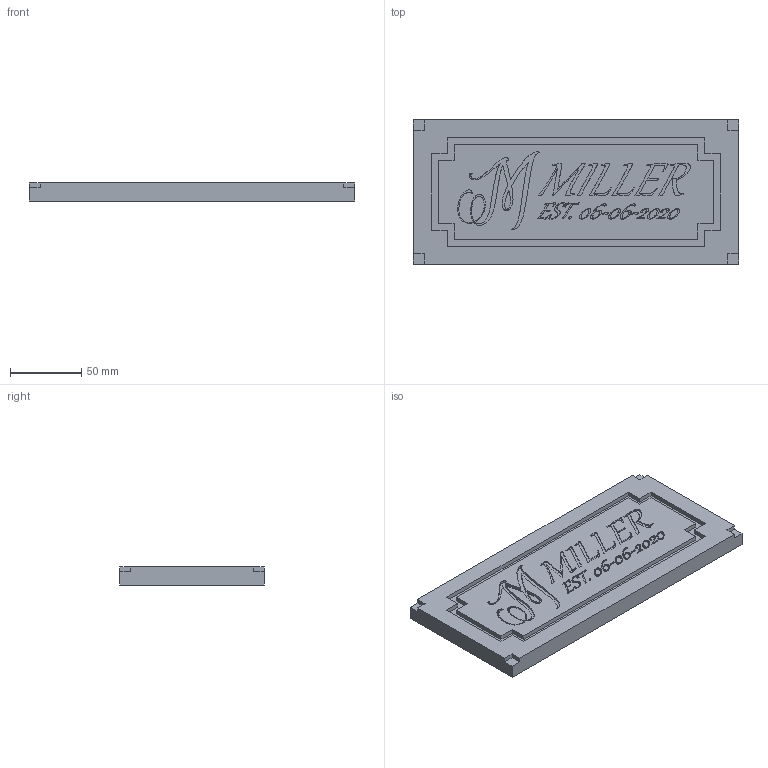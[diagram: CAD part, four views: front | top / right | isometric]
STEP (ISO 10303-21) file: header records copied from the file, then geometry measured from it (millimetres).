
FILE_DESCRIPTION(('CATIA V5 STEP Exchange'),'2;1');
FILE_NAME('AR WeddingPlaque halfsize.stp','2020-02-23T18:03:21+00:00',('none'),('none'),'CATIA Version 5 Release 16 (IN-10)','CATIA V5 STEP AP203','none');
FILE_SCHEMA(('CONFIG_CONTROL_DESIGN'));
Length unit declared in the file: millimetre
Products named in the file (1): AR WeddingPlaque
Bounding box: 228.6 x 101.6 x 12.7 mm (x, y, z)
Volume: 284388.4 mm3; surface area: 60311.9 mm2
Topology: 1 solids, 1 shells, 1187 faces, 3468 edges, 2313 vertices
Faces by surface type: extrusion 1067, plane 120
Entity records: 43639 total; most frequent: CARTESIAN_POINT 16548, ORIENTED_EDGE 6936, EDGE_CURVE 3468, B_SPLINE_CURVE_WITH_KNOTS 3207, DIRECTION 2551, VECTOR 2395, VERTEX_POINT 2312, LINE 1328
